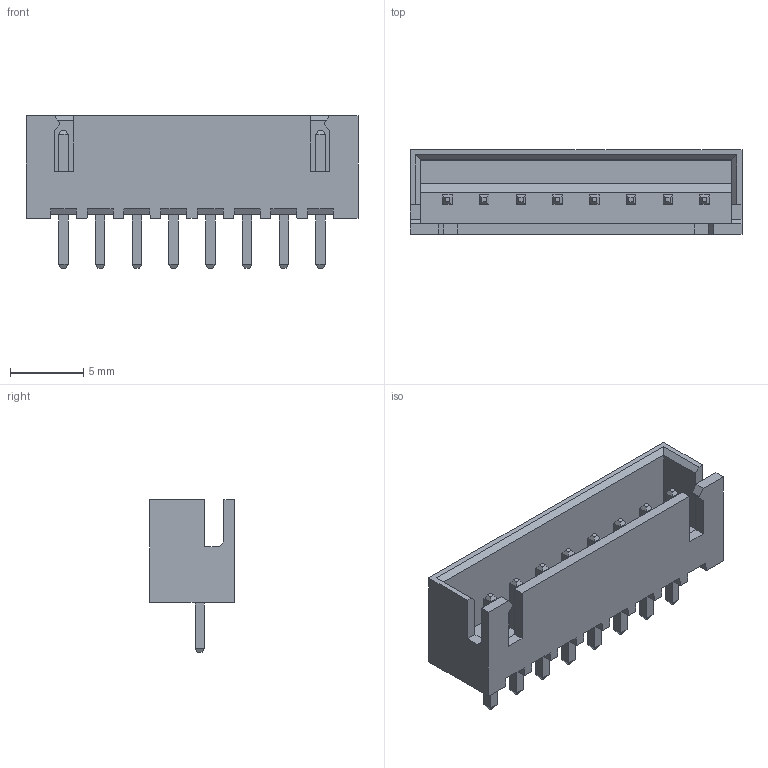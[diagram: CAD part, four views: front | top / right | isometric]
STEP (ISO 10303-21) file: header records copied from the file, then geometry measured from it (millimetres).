
FILE_DESCRIPTION(('STEP AP214'), '1');
FILE_NAME('DS1069', '2019-04-21T13:27:40', ('Nobody'), (''), 'ASCON STEP Converter 1.3', 'ASCON Math Kernel', '');
FILE_SCHEMA(('AUTOMOTIVE_DESIGN { 1 0 10303 214 3 1 1}'));
Length unit declared in the file: millimetre
Assembly tree (9 placements, depth 2):
  (unnamed)
    (unnamed)
    (unnamed)  x8
Bounding box: 22.6 x 5.75 x 10.4 mm (x, y, z)
Volume: 395.1 mm3; surface area: 1130.5 mm2
Topology: 9 solids, 9 shells, 197 faces, 471 edges, 292 vertices
Faces by surface type: plane 197
Entity records: 4208 total; most frequent: CARTESIAN_POINT 564, ORIENTED_EDGE 550, DIRECTION 493, EDGE_CURVE 275, LINE 275, VECTOR 275, VERTEX_POINT 180, AXIS2_PLACEMENT_3D 109
